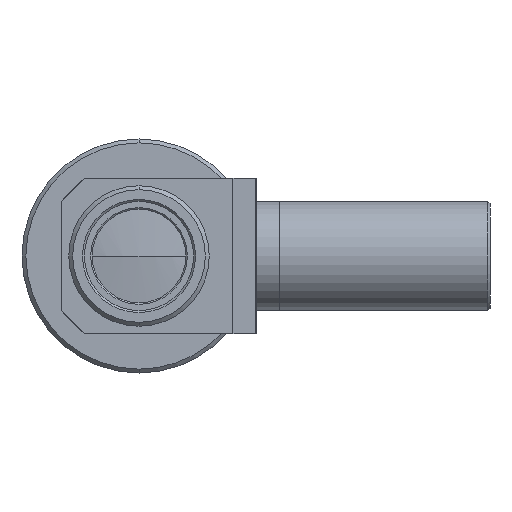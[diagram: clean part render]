
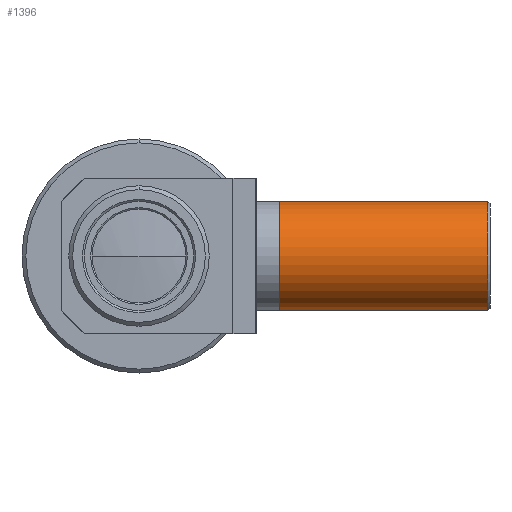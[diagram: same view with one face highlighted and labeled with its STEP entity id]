
A CAD part, left-side view. The second image highlights one B-rep face of the part: STEP entity #1396.
In plain terms, the highlighted cylindrical face has radius 7 mm (diameter 14 mm), a partial arc.
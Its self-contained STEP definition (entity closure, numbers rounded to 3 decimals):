
#186 = DIRECTION ( 'NONE',  ( 0., -1., 0. ) ) ;
#279 = EDGE_CURVE ( 'NONE', #6700, #1686, #3693, .T. ) ;
#352 = CARTESIAN_POINT ( 'NONE',  ( -22., -44.7, -7. ) ) ;
#378 = EDGE_CURVE ( 'NONE', #2544, #1686, #6482, .T. ) ;
#933 = EDGE_CURVE ( 'NONE', #6700, #5639, #3844, .T. ) ;
#1396 = ADVANCED_FACE ( 'NONE', ( #1608 ), #7207, .T. ) ;
#1608 = FACE_OUTER_BOUND ( 'NONE', #5309, .T. ) ;
#1686 = VERTEX_POINT ( 'NONE', #7449 ) ;
#1945 = ORIENTED_EDGE ( 'NONE', *, *, #6141, .T. ) ;
#1974 = ORIENTED_EDGE ( 'NONE', *, *, #933, .T. ) ;
#2043 = VECTOR ( 'NONE', #3743, 1000. ) ;
#2048 = CARTESIAN_POINT ( 'NONE',  ( -22., -45., 7. ) ) ;
#2084 = DIRECTION ( 'NONE',  ( 0., 0., 1. ) ) ;
#2531 = CARTESIAN_POINT ( 'NONE',  ( -22., -18., 7. ) ) ;
#2544 = VERTEX_POINT ( 'NONE', #2531 ) ;
#2799 = VECTOR ( 'NONE', #7610, 1000. ) ;
#2823 = CARTESIAN_POINT ( 'NONE',  ( -22., -44.7, 0. ) ) ;
#3287 = DIRECTION ( 'NONE',  ( 0., 1., 0. ) ) ;
#3435 = DIRECTION ( 'NONE',  ( 0., 0., -1. ) ) ;
#3526 = AXIS2_PLACEMENT_3D ( 'NONE', #4447, #186, #3849 ) ;
#3645 = AXIS2_PLACEMENT_3D ( 'NONE', #2823, #7144, #3435 ) ;
#3693 = LINE ( 'NONE', #6598, #2043 ) ;
#3743 = DIRECTION ( 'NONE',  ( 0., 1., 0. ) ) ;
#3844 = CIRCLE ( 'NONE', #3645, 7. ) ;
#3849 = DIRECTION ( 'NONE',  ( 0., 0., -1. ) ) ;
#4424 = LINE ( 'NONE', #2048, #2799 ) ;
#4447 = CARTESIAN_POINT ( 'NONE',  ( -22., -18., 0. ) ) ;
#5309 = EDGE_LOOP ( 'NONE', ( #6568, #1974, #1945, #5657 ) ) ;
#5504 = AXIS2_PLACEMENT_3D ( 'NONE', #7001, #3287, #2084 ) ;
#5639 = VERTEX_POINT ( 'NONE', #7315 ) ;
#5657 = ORIENTED_EDGE ( 'NONE', *, *, #378, .T. ) ;
#6141 = EDGE_CURVE ( 'NONE', #5639, #2544, #4424, .T. ) ;
#6482 = CIRCLE ( 'NONE', #3526, 7. ) ;
#6568 = ORIENTED_EDGE ( 'NONE', *, *, #279, .F. ) ;
#6598 = CARTESIAN_POINT ( 'NONE',  ( -22., -45., -7. ) ) ;
#6700 = VERTEX_POINT ( 'NONE', #352 ) ;
#7001 = CARTESIAN_POINT ( 'NONE',  ( -22., -45., 0. ) ) ;
#7144 = DIRECTION ( 'NONE',  ( 0., 1., 0. ) ) ;
#7207 = CYLINDRICAL_SURFACE ( 'NONE', #5504, 7. ) ;
#7315 = CARTESIAN_POINT ( 'NONE',  ( -22., -44.7, 7. ) ) ;
#7449 = CARTESIAN_POINT ( 'NONE',  ( -22., -18., -7. ) ) ;
#7610 = DIRECTION ( 'NONE',  ( 0., 1., 0. ) ) ;
